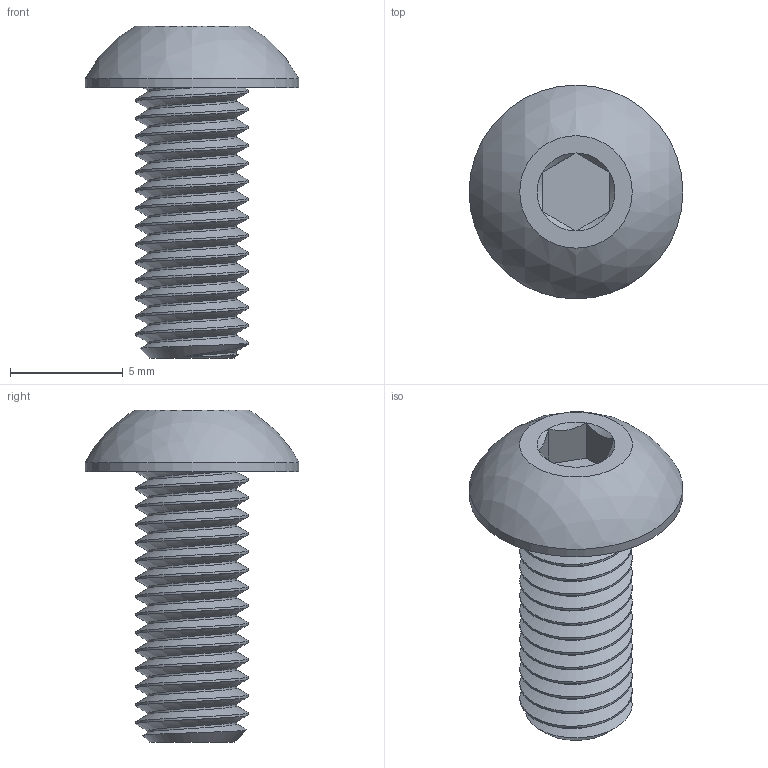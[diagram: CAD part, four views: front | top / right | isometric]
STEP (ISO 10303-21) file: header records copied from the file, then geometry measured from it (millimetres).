
FILE_DESCRIPTION(/* description */ ('Unknown'),/* implementation_level */ '2;1');
FILE_NAME(/* name */ 'M5x12_Round-HW',/* time_stamp */ '2021-05-28T17:55:38-05:00',/* author */ ('Unknown'),/* organization */ ('Unknown'),/* preprocessor_version */ 'ST-DEVELOPER v16.7',/* originating_system */ 'Solid Edge',/* authorisation */ 'Unknown');
FILE_SCHEMA (('AUTOMOTIVE_DESIGN {1 0 10303 214 3 1 1}'));
Length unit declared in the file: millimetre
Products named in the file (1): 91239A230_M5x12_Round
Bounding box: 9.5 x 9.5 x 14.75 mm (x, y, z)
Volume: 315.6 mm3; surface area: 488.6 mm2
Topology: 1 solids, 1 shells, 23 faces, 160 edges, 142 vertices
Faces by surface type: plane 10, cone 7, cylinder 3, bspline 2, sphere 1
Full cylindrical faces by diameter (mm): 9.5 x1
Entity records: 3810 total; most frequent: CARTESIAN_POINT 2884, ORIENTED_EDGE 316, EDGE_CURVE 158, VERTEX_POINT 142, DIRECTION 86, AXIS2_PLACEMENT_3D 37, EDGE_LOOP 28, FACE_BOUND 28
